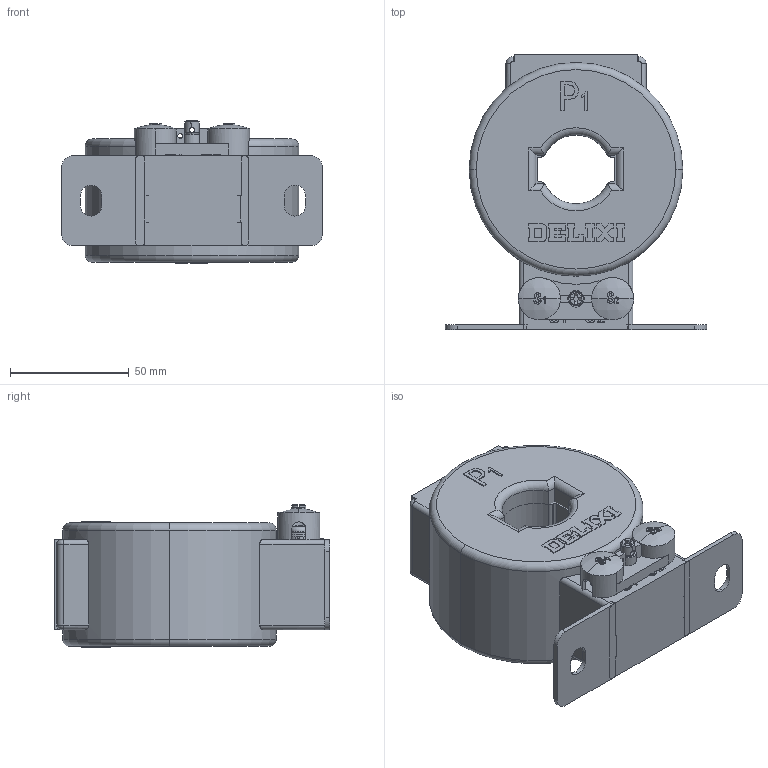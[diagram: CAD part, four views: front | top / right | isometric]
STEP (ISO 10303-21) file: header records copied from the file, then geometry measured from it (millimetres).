
FILE_DESCRIPTION (( 'STEP AP203' ), '1' );
FILE_NAME ('LZMJ1-0.5 30型 150-200 0.2级.STEP', '2025-04-14T10:41:09', ( '微软用户' ), ( '微软中国' ), 'SwSTEP 2.0', 'SolidWorks 2019', '' );
FILE_SCHEMA (( 'CONFIG_CONTROL_DESIGN' ));
Length unit declared in the file: inch
Products named in the file (10): 盓殤0.2; 0.2撰150-200; LZMJ1-0.5   30倰     150-200   0.2撰; 蹟隊; 肣И璃5x8; 杶郋2; 諉盄蹟佪3; 悵誘欶; 垫圈; 肣И璃4x5
Assembly tree (14 placements, depth 2):
  LZMJ1-0.5   30倰     150-200   0.2撰
    0.2撰150-200
    悵誘欶
    盓殤0.2
    肣И璃4x5
    肣И璃5x8  x2
    垫圈  x4
    諉盄蹟佪3  x2
    蹟隊
    杶郋2
Bounding box: 110 x 116 x 60.08 mm (x, y, z)
Volume: 369174.5 mm3; surface area: 57541.2 mm2
Topology: 14 solids, 14 shells, 1332 faces, 3742 edges, 2462 vertices
Faces by surface type: plane 667, cylinder 521, bspline 79, torus 26, cone 21, sphere 18
Entity records: 39156 total; most frequent: CARTESIAN_POINT 11379, ORIENTED_EDGE 5732, DIRECTION 5413, EDGE_CURVE 2866, VERTEX_POINT 1890, VECTOR 1807, LINE 1807, AXIS2_PLACEMENT_3D 1803
